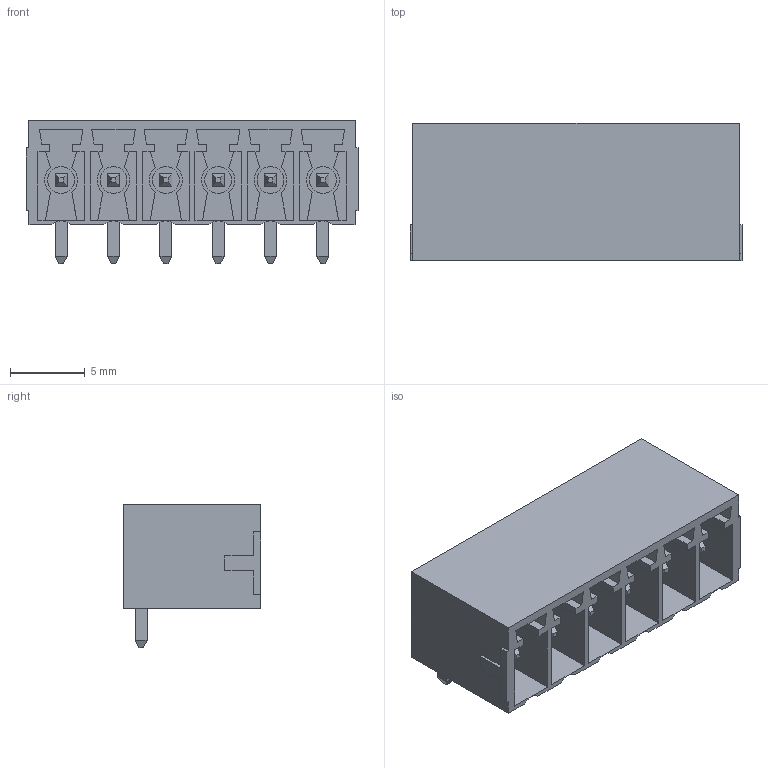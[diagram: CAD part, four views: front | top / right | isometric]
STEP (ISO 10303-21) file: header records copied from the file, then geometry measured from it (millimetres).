
FILE_DESCRIPTION(/* description */ ('Unknown'),/* implementation_level */ '2;1');
FILE_NAME(/* name */ '691701110006B',/* time_stamp */ '2023-12-13T17:04:18+01:00',/* author */ ('Unknown'),/* organization */ ('Unknown'),/* preprocessor_version */ 'ST-DEVELOPER v18.102',/* originating_system */ 'Solid Edge',/* authorisation */ 'Unknown');
FILE_SCHEMA (('AUTOMOTIVE_DESIGN {1 0 10303 214 3 1 1}'));
Length unit declared in the file: millimetre
Products named in the file (3): 6917011100xxB; 691701110006B; 6917011100xxB_PIN
Assembly tree (7 placements, depth 2):
  6917011100xxB
    691701110006B
    6917011100xxB_PIN  x6
Bounding box: 22.2 x 9.2 x 9.6 mm (x, y, z)
Volume: 699.9 mm3; surface area: 2056.3 mm2
Topology: 7 solids, 7 shells, 436 faces, 1218 edges, 790 vertices
Faces by surface type: plane 394, cylinder 42
Full cylindrical faces by diameter (mm): 1.25 x6, 1.8 x6
Entity records: 11336 total; most frequent: CARTESIAN_POINT 2006, ORIENTED_EDGE 1988, DIRECTION 1784, EDGE_CURVE 994, LINE 912, VECTOR 912, VERTEX_POINT 658, AXIS2_PLACEMENT_3D 436
